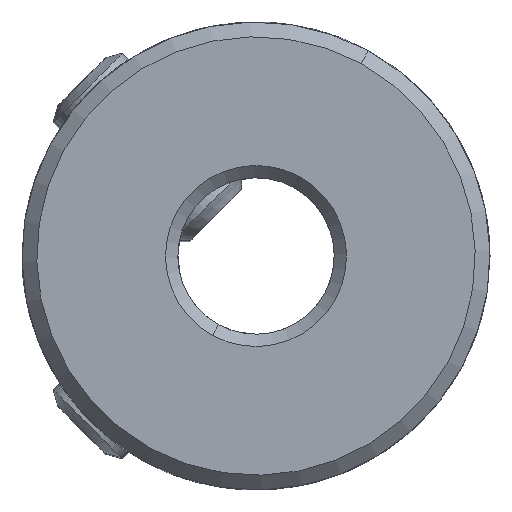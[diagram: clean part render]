
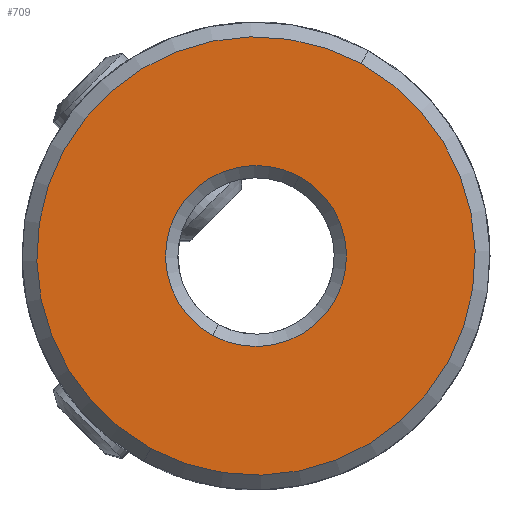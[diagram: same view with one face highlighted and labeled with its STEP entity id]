
A CAD part, front view. The second image highlights one B-rep face of the part: STEP entity #709.
In plain terms, the highlighted planar face has unit normal (0, -1, 0).
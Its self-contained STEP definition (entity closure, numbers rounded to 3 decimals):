
#653=AXIS2_PLACEMENT_3D('Circle Axis2P3D',#651,#652,$) ;
#672=AXIS2_PLACEMENT_3D('Circle Axis2P3D',#670,#671,$) ;
#685=AXIS2_PLACEMENT_3D('Plane Axis2P3D',#682,#683,#684) ;
#693=AXIS2_PLACEMENT_3D('Circle Axis2P3D',#691,#692,$) ;
#702=AXIS2_PLACEMENT_3D('Circle Axis2P3D',#700,#701,$) ;
#648=CARTESIAN_POINT('Vertex',(4.267,-12.5,7.81)) ;
#651=CARTESIAN_POINT('Axis2P3D Location',(0.,-12.5,0.)) ;
#655=CARTESIAN_POINT('Vertex',(-4.267,-12.5,-7.81)) ;
#670=CARTESIAN_POINT('Axis2P3D Location',(0.,-12.5,0.)) ;
#682=CARTESIAN_POINT('Axis2P3D Location',(0.,-12.5,8.9)) ;
#691=CARTESIAN_POINT('Axis2P3D Location',(0.,-12.5,0.)) ;
#695=CARTESIAN_POINT('Vertex',(-1.762,-12.5,-3.225)) ;
#697=CARTESIAN_POINT('Vertex',(1.762,-12.5,3.225)) ;
#700=CARTESIAN_POINT('Axis2P3D Location',(0.,-12.5,0.)) ;
#652=DIRECTION('Axis2P3D Direction',(0.,1.,0.)) ;
#671=DIRECTION('Axis2P3D Direction',(0.,1.,0.)) ;
#683=DIRECTION('Axis2P3D Direction',(-0.,1.,0.)) ;
#684=DIRECTION('Axis2P3D XDirection',(1.,0.,0.)) ;
#692=DIRECTION('Axis2P3D Direction',(-0.,1.,0.)) ;
#701=DIRECTION('Axis2P3D Direction',(-0.,1.,0.)) ;
#688=ORIENTED_EDGE('',*,*,#657,.F.) ;
#689=ORIENTED_EDGE('',*,*,#674,.F.) ;
#706=ORIENTED_EDGE('',*,*,#699,.T.) ;
#707=ORIENTED_EDGE('',*,*,#704,.T.) ;
#708=FACE_BOUND('',#705,.T.) ;
#709=ADVANCED_FACE('PartBody',(#690,#708),#686,.F.) ;
#654=CIRCLE('generated circle',#653,8.9) ;
#673=CIRCLE('generated circle',#672,8.9) ;
#694=CIRCLE('generated circle',#693,3.675) ;
#703=CIRCLE('generated circle',#702,3.675) ;
#657=EDGE_CURVE('',#649,#656,#654,.T.) ;
#674=EDGE_CURVE('',#656,#649,#673,.T.) ;
#699=EDGE_CURVE('',#696,#698,#694,.T.) ;
#704=EDGE_CURVE('',#698,#696,#703,.T.) ;
#687=EDGE_LOOP('',(#688,#689)) ;
#705=EDGE_LOOP('',(#706,#707)) ;
#690=FACE_OUTER_BOUND('',#687,.T.) ;
#686=PLANE('Plane',#685) ;
#649=VERTEX_POINT('',#648) ;
#656=VERTEX_POINT('',#655) ;
#696=VERTEX_POINT('',#695) ;
#698=VERTEX_POINT('',#697) ;
